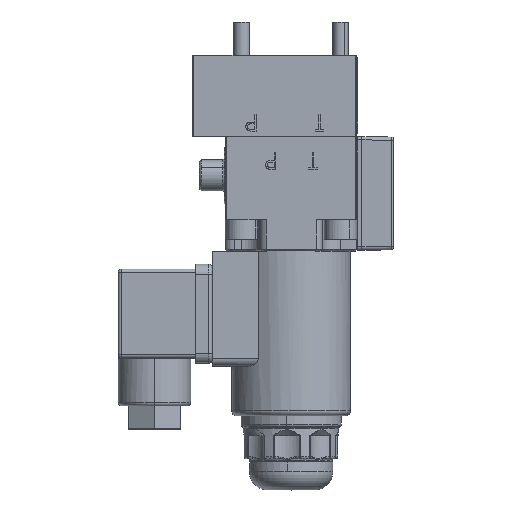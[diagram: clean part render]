
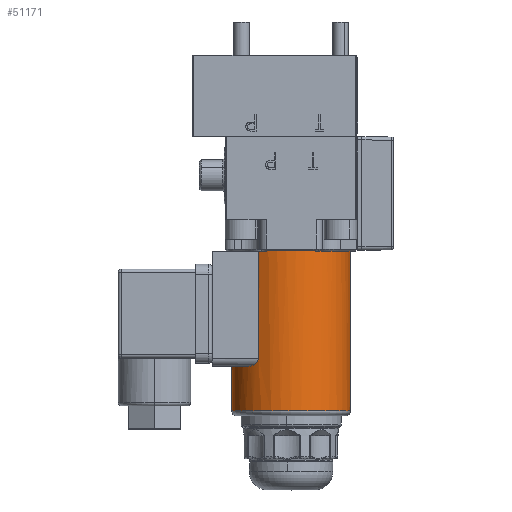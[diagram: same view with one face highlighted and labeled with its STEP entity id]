
A CAD part, top view. The second image highlights one B-rep face of the part: STEP entity #51171.
In plain terms, the highlighted cylindrical face has radius 18 mm (diameter 36 mm), a partial arc.
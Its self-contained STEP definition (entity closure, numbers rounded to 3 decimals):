
#1572 = AXIS2_PLACEMENT_3D ( 'NONE', #43440, #43441, #43449 ) ;
#2152 = FACE_OUTER_BOUND ( 'NONE', #61769, .T. ) ;
#2160 = CYLINDRICAL_SURFACE ( 'NONE', #1572, 18. ) ;
#12626 = CARTESIAN_POINT ( 'NONE',  ( -18., -50., 0. ) ) ;
#12667 = CARTESIAN_POINT ( 'NONE',  ( 18., -15., 0. ) ) ;
#12671 = CARTESIAN_POINT ( 'NONE',  ( 13.734, -15., 11.635 ) ) ;
#21452 = CIRCLE ( 'NONE', #33638, 18. ) ;
#21456 = VECTOR ( 'NONE', #36070, 1000. ) ;
#21458 = LINE ( 'NONE', #36069, #21456 ) ;
#21463 = CIRCLE ( 'NONE', #33652, 18. ) ;
#21469 = CIRCLE ( 'NONE', #33663, 18. ) ;
#21474 = CIRCLE ( 'NONE', #33669, 18. ) ;
#21479 = CIRCLE ( 'NONE', #33678, 18. ) ;
#21483 = VECTOR ( 'NONE', #36420, 1000. ) ;
#21485 = LINE ( 'NONE', #36419, #21483 ) ;
#21491 = CIRCLE ( 'NONE', #33693, 18. ) ;
#21493 = LINE ( 'NONE', #36475, #21495 ) ;
#21495 = VECTOR ( 'NONE', #36476, 1000. ) ;
#23909 = VERTEX_POINT ( 'NONE', #58782 ) ;
#23927 = VERTEX_POINT ( 'NONE', #58793 ) ;
#24016 = VERTEX_POINT ( 'NONE', #58853 ) ;
#24220 = VERTEX_POINT ( 'NONE', #58994 ) ;
#24258 = VERTEX_POINT ( 'NONE', #59016 ) ;
#26622 = B_SPLINE_CURVE_WITH_KNOTS ( 'NONE', 3,
 ( #36417, #36442, #36445, #36446, #36447, #36448, #36449, #36450, #36451, #36452, #36453, #36454, #36455, #36456, #36457, #36458, #36459, #36460 ),
 .UNSPECIFIED., .F., .F.,
 ( 4, 2, 2, 2, 2, 2, 2, 2, 4 ),
 ( 0., 0., 0.001, 0.001, 0.002, 0.003, 0.003, 0.004, 0.005 ),
 .UNSPECIFIED. ) ;
#33638 = AXIS2_PLACEMENT_3D ( 'NONE', #36055, #36056, #36057 ) ;
#33652 = AXIS2_PLACEMENT_3D ( 'NONE', #36132, #36133, #36134 ) ;
#33663 = AXIS2_PLACEMENT_3D ( 'NONE', #36144, #36145, #36146 ) ;
#33669 = AXIS2_PLACEMENT_3D ( 'NONE', #36159, #36160, #36161 ) ;
#33678 = AXIS2_PLACEMENT_3D ( 'NONE', #36271, #36272, #36273 ) ;
#33693 = AXIS2_PLACEMENT_3D ( 'NONE', #36463, #36464, #36465 ) ;
#36055 = CARTESIAN_POINT ( 'NONE',  ( 0., -63.5, 0. ) ) ;
#36056 = DIRECTION ( 'NONE',  ( 0., 1., 0. ) ) ;
#36057 = DIRECTION ( 'NONE',  ( 1., 0., 0. ) ) ;
#36069 = CARTESIAN_POINT ( 'NONE',  ( 18., -65., 0. ) ) ;
#36070 = DIRECTION ( 'NONE',  ( 0., 1., 0. ) ) ;
#36132 = CARTESIAN_POINT ( 'NONE',  ( 0., -15., 0. ) ) ;
#36133 = DIRECTION ( 'NONE',  ( 0., -1., 0. ) ) ;
#36134 = DIRECTION ( 'NONE',  ( 1., 0., 0. ) ) ;
#36144 = CARTESIAN_POINT ( 'NONE',  ( 0., -15., 0. ) ) ;
#36145 = DIRECTION ( 'NONE',  ( 0., -1., 0. ) ) ;
#36146 = DIRECTION ( 'NONE',  ( 1., 0., 0. ) ) ;
#36159 = CARTESIAN_POINT ( 'NONE',  ( 0., -15., 0. ) ) ;
#36160 = DIRECTION ( 'NONE',  ( 0., -1., 0. ) ) ;
#36161 = DIRECTION ( 'NONE',  ( 1., 0., 0. ) ) ;
#36271 = CARTESIAN_POINT ( 'NONE',  ( 0., -15., 0. ) ) ;
#36272 = DIRECTION ( 'NONE',  ( 0., -1., 0. ) ) ;
#36273 = DIRECTION ( 'NONE',  ( 1., 0., 0. ) ) ;
#36417 = CARTESIAN_POINT ( 'NONE',  ( -9.95, -47.5, 15. ) ) ;
#36419 = CARTESIAN_POINT ( 'NONE',  ( -9.95, -50., 15. ) ) ;
#36420 = DIRECTION ( 'NONE',  ( 0., 1., 0. ) ) ;
#36442 = CARTESIAN_POINT ( 'NONE',  ( -9.95, -47.607, 15. ) ) ;
#36445 = CARTESIAN_POINT ( 'NONE',  ( -9.96, -47.712, 14.993 ) ) ;
#36446 = CARTESIAN_POINT ( 'NONE',  ( -9.999, -47.918, 14.967 ) ) ;
#36447 = CARTESIAN_POINT ( 'NONE',  ( -10.029, -48.019, 14.947 ) ) ;
#36448 = CARTESIAN_POINT ( 'NONE',  ( -10.137, -48.308, 14.874 ) ) ;
#36449 = CARTESIAN_POINT ( 'NONE',  ( -10.239, -48.484, 14.805 ) ) ;
#36450 = CARTESIAN_POINT ( 'NONE',  ( -10.469, -48.799, 14.643 ) ) ;
#36451 = CARTESIAN_POINT ( 'NONE',  ( -10.596, -48.938, 14.551 ) ) ;
#36452 = CARTESIAN_POINT ( 'NONE',  ( -10.868, -49.19, 14.35 ) ) ;
#36453 = CARTESIAN_POINT ( 'NONE',  ( -11.012, -49.302, 14.24 ) ) ;
#36454 = CARTESIAN_POINT ( 'NONE',  ( -11.302, -49.498, 14.01 ) ) ;
#36455 = CARTESIAN_POINT ( 'NONE',  ( -11.45, -49.583, 13.89 ) ) ;
#36456 = CARTESIAN_POINT ( 'NONE',  ( -11.75, -49.731, 13.637 ) ) ;
#36457 = CARTESIAN_POINT ( 'NONE',  ( -11.903, -49.794, 13.504 ) ) ;
#36458 = CARTESIAN_POINT ( 'NONE',  ( -12.359, -49.946, 13.093 ) ) ;
#36459 = CARTESIAN_POINT ( 'NONE',  ( -12.658, -50., 12.805 ) ) ;
#36460 = CARTESIAN_POINT ( 'NONE',  ( -12.952, -50., 12.5 ) ) ;
#36463 = CARTESIAN_POINT ( 'NONE',  ( 0., -50., 0. ) ) ;
#36464 = DIRECTION ( 'NONE',  ( 0., -1., 0. ) ) ;
#36465 = DIRECTION ( 'NONE',  ( 1., 0., 0. ) ) ;
#36475 = CARTESIAN_POINT ( 'NONE',  ( -18., -65., 0. ) ) ;
#36476 = DIRECTION ( 'NONE',  ( 0., 1., 0. ) ) ;
#42102 = VERTEX_POINT ( 'NONE', #12626 ) ;
#42121 = VERTEX_POINT ( 'NONE', #12667 ) ;
#42123 = VERTEX_POINT ( 'NONE', #12671 ) ;
#43440 = CARTESIAN_POINT ( 'NONE',  ( 0., -65., 0. ) ) ;
#43441 = DIRECTION ( 'NONE',  ( 0., 1., 0. ) ) ;
#43449 = DIRECTION ( 'NONE',  ( -1., 0., 0. ) ) ;
#44014 = VERTEX_POINT ( 'NONE', #53865 ) ;
#44016 = VERTEX_POINT ( 'NONE', #53866 ) ;
#51171 = ADVANCED_FACE ( 'NONE', ( #2152 ), #2160, .T. ) ;
#52219 = EDGE_CURVE ( 'NONE', #23927, #24016, #21452, .T. ) ;
#52221 = EDGE_CURVE ( 'NONE', #24016, #42121, #21458, .T. ) ;
#52223 = EDGE_CURVE ( 'NONE', #42121, #42123, #21463, .T. ) ;
#52225 = EDGE_CURVE ( 'NONE', #42123, #23909, #21469, .T. ) ;
#52227 = EDGE_CURVE ( 'NONE', #23909, #44014, #21474, .T. ) ;
#52229 = EDGE_CURVE ( 'NONE', #44014, #24220, #21479, .T. ) ;
#52231 = EDGE_CURVE ( 'NONE', #44016, #24220, #21485, .T. ) ;
#52233 = EDGE_CURVE ( 'NONE', #44016, #24258, #26622, .T. ) ;
#52234 = EDGE_CURVE ( 'NONE', #24258, #42102, #21491, .T. ) ;
#52236 = EDGE_CURVE ( 'NONE', #23927, #42102, #21493, .T. ) ;
#53865 = CARTESIAN_POINT ( 'NONE',  ( -9.398, -15., 15.352 ) ) ;
#53866 = CARTESIAN_POINT ( 'NONE',  ( -9.95, -47.5, 15. ) ) ;
#58782 = CARTESIAN_POINT ( 'NONE',  ( 9.398, -15., 15.352 ) ) ;
#58793 = CARTESIAN_POINT ( 'NONE',  ( -18., -63.5, 0. ) ) ;
#58853 = CARTESIAN_POINT ( 'NONE',  ( 18., -63.5, 0. ) ) ;
#58994 = CARTESIAN_POINT ( 'NONE',  ( -9.95, -15., 15. ) ) ;
#59016 = CARTESIAN_POINT ( 'NONE',  ( -12.952, -50., 12.5 ) ) ;
#61497 = ORIENTED_EDGE ( 'NONE', *, *, #52219, .T. ) ;
#61498 = ORIENTED_EDGE ( 'NONE', *, *, #52221, .T. ) ;
#61499 = ORIENTED_EDGE ( 'NONE', *, *, #52223, .T. ) ;
#61500 = ORIENTED_EDGE ( 'NONE', *, *, #52225, .T. ) ;
#61501 = ORIENTED_EDGE ( 'NONE', *, *, #52227, .T. ) ;
#61502 = ORIENTED_EDGE ( 'NONE', *, *, #52229, .T. ) ;
#61503 = ORIENTED_EDGE ( 'NONE', *, *, #52231, .F. ) ;
#61504 = ORIENTED_EDGE ( 'NONE', *, *, #52233, .T. ) ;
#61506 = ORIENTED_EDGE ( 'NONE', *, *, #52234, .T. ) ;
#61508 = ORIENTED_EDGE ( 'NONE', *, *, #52236, .F. ) ;
#61769 = EDGE_LOOP ( 'NONE', ( #61497, #61498, #61499, #61500, #61501, #61502, #61503, #61504, #61506, #61508 ) ) ;
